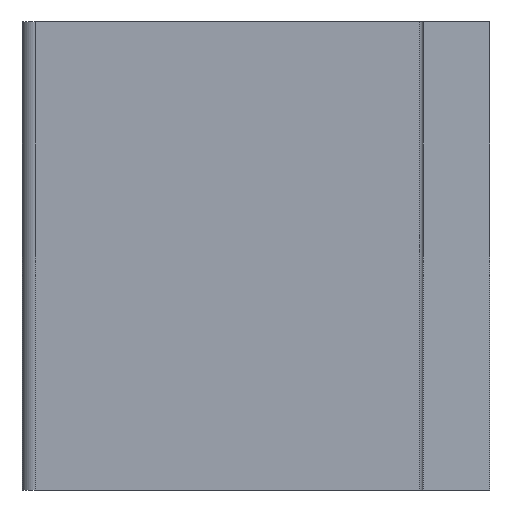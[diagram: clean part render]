
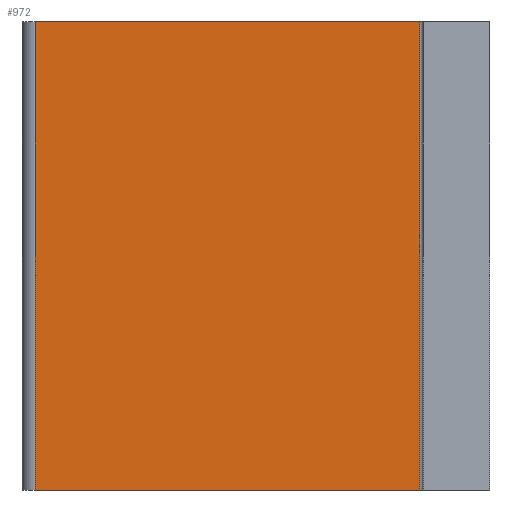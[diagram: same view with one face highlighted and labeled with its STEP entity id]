
A CAD part, left-side view. The second image highlights one B-rep face of the part: STEP entity #972.
In plain terms, the highlighted planar face has unit normal (-0.999, 0.044, 0).
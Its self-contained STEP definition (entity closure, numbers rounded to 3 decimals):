
#13=DIRECTION('',(0.,0.,1.));
#27=VECTOR('',#13,1.);
#92=VERTEX_POINT('',#93);
#93=CARTESIAN_POINT('',(-62.25,2.711,0.));
#99=EDGE_CURVE('',#92,#100,#102,.T.);
#100=VERTEX_POINT('',#101);
#101=CARTESIAN_POINT('',(-60.99,31.463,0.));
#102=LINE('',#93,#103);
#103=VECTOR('',#104,1.);
#104=DIRECTION('',(0.044,0.999,0.));
#524=VERTEX_POINT('',#525);
#525=CARTESIAN_POINT('',(-62.25,2.711,35.));
#529=ORIENTED_EDGE('',*,*,#530,.T.);
#530=EDGE_CURVE('',#524,#531,#533,.T.);
#531=VERTEX_POINT('',#532);
#532=CARTESIAN_POINT('',(-60.99,31.463,35.));
#533=LINE('',#525,#103);
#956=EDGE_CURVE('',#92,#524,#957,.T.);
#957=LINE('',#93,#27);
#972=ADVANCED_FACE('',(#973),#980,.T.);
#973=FACE_BOUND('',#974,.T.);
#974=EDGE_LOOP('',(#975,#529,#976,#979));
#975=ORIENTED_EDGE('',*,*,#956,.T.);
#976=ORIENTED_EDGE('',*,*,#977,.F.);
#977=EDGE_CURVE('',#100,#531,#978,.T.);
#978=LINE('',#101,#27);
#979=ORIENTED_EDGE('',*,*,#99,.F.);
#980=PLANE('',#981);
#981=AXIS2_PLACEMENT_3D('',#93,#982,#104);
#982=DIRECTION('',(-0.999,0.044,0.));
